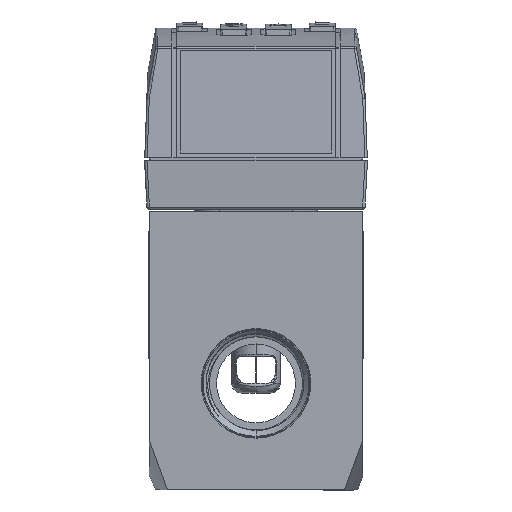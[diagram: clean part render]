
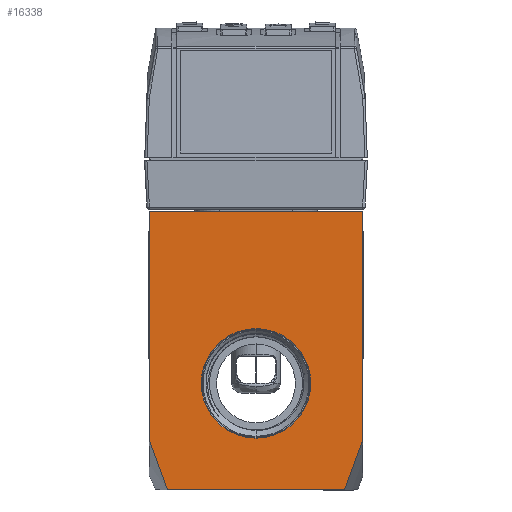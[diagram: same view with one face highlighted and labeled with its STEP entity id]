
A CAD part, front view. The second image highlights one B-rep face of the part: STEP entity #16338.
In plain terms, the highlighted planar face has unit normal (0, -1, 0).
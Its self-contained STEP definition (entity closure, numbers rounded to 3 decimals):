
#319 = CARTESIAN_POINT ( 'NONE',  ( 19.298, -53.5, -18.411 ) ) ;
#448 = EDGE_CURVE ( 'NONE', #13246, #22520, #10291, .T. ) ;
#625 = VERTEX_POINT ( 'NONE', #20528 ) ;
#817 = EDGE_LOOP ( 'NONE', ( #20309, #16606, #13245, #7593, #7542, #21768 ) ) ;
#1524 = FACE_OUTER_BOUND ( 'NONE', #817, .T. ) ;
#2265 = CARTESIAN_POINT ( 'NONE',  ( 21.75, -53.5, 35. ) ) ;
#2754 = DIRECTION ( 'NONE',  ( 0., 0., -1. ) ) ;
#2906 = CARTESIAN_POINT ( 'NONE',  ( -21.75, -53.5, 35. ) ) ;
#4361 = VECTOR ( 'NONE', #19292, 1000. ) ;
#4417 = CARTESIAN_POINT ( 'NONE',  ( 21.75, -53.5, -11.732 ) ) ;
#5375 = DIRECTION ( 'NONE',  ( 0., -1., 0. ) ) ;
#5574 = CARTESIAN_POINT ( 'NONE',  ( -21.75, -53.5, -11.732 ) ) ;
#6233 = ORIENTED_EDGE ( 'NONE', *, *, #20683, .T. ) ;
#6332 = AXIS2_PLACEMENT_3D ( 'NONE', #14822, #5375, #18443 ) ;
#7117 = VECTOR ( 'NONE', #12191, 1000. ) ;
#7236 = PLANE ( 'NONE',  #6332 ) ;
#7542 = ORIENTED_EDGE ( 'NONE', *, *, #12296, .T. ) ;
#7593 = ORIENTED_EDGE ( 'NONE', *, *, #20222, .T. ) ;
#7606 = LINE ( 'NONE', #2265, #4361 ) ;
#7779 = CARTESIAN_POINT ( 'NONE',  ( -21.75, -53.5, -11.732 ) ) ;
#8243 = DIRECTION ( 'NONE',  ( 0., 0., 1. ) ) ;
#8300 = CARTESIAN_POINT ( 'NONE',  ( 21.75, -53.5, 35. ) ) ;
#8397 = AXIS2_PLACEMENT_3D ( 'NONE', #9067, #22359, #20493 ) ;
#8492 = VECTOR ( 'NONE', #2754, 1000. ) ;
#9067 = CARTESIAN_POINT ( 'NONE',  ( 0., -53.5, 0. ) ) ;
#9390 = B_SPLINE_CURVE_WITH_KNOTS ( 'NONE', 3,
 ( #5574, #20741, #13291, #20869 ),
 .UNSPECIFIED., .F., .F.,
 ( 4, 4 ),
 ( 0., 0.011 ),
 .UNSPECIFIED. ) ;
#9977 = LINE ( 'NONE', #23257, #7117 ) ;
#10291 = CIRCLE ( 'NONE', #21000, 11.173 ) ;
#11035 = DIRECTION ( 'NONE',  ( 0., 0., -1. ) ) ;
#11158 = CARTESIAN_POINT ( 'NONE',  ( 0., -53.5, 0. ) ) ;
#11530 = VERTEX_POINT ( 'NONE', #8300 ) ;
#11738 = EDGE_LOOP ( 'NONE', ( #6233, #15960 ) ) ;
#12055 = VECTOR ( 'NONE', #8243, 1000. ) ;
#12191 = DIRECTION ( 'NONE',  ( 1., 0., 0. ) ) ;
#12296 = EDGE_CURVE ( 'NONE', #625, #11530, #22531, .T. ) ;
#12345 = EDGE_CURVE ( 'NONE', #21406, #24128, #17573, .T. ) ;
#13156 = CIRCLE ( 'NONE', #8397, 11.173 ) ;
#13245 = ORIENTED_EDGE ( 'NONE', *, *, #14594, .T. ) ;
#13246 = VERTEX_POINT ( 'NONE', #15547 ) ;
#13291 = CARTESIAN_POINT ( 'NONE',  ( -19.298, -53.5, -18.411 ) ) ;
#13564 = EDGE_CURVE ( 'NONE', #24128, #19344, #9390, .T. ) ;
#13869 = CARTESIAN_POINT ( 'NONE',  ( 18.071, -53.5, -21.75 ) ) ;
#14188 = CARTESIAN_POINT ( 'NONE',  ( -21.75, -53.5, 0. ) ) ;
#14594 = EDGE_CURVE ( 'NONE', #19344, #20802, #9977, .T. ) ;
#14768 = DIRECTION ( 'NONE',  ( 0., 1., 0. ) ) ;
#14822 = CARTESIAN_POINT ( 'NONE',  ( 0., -53.5, 0. ) ) ;
#14943 = FACE_BOUND ( 'NONE', #11738, .T. ) ;
#15206 = EDGE_CURVE ( 'NONE', #11530, #21406, #7606, .T. ) ;
#15547 = CARTESIAN_POINT ( 'NONE',  ( 0., -53.5, 11.173 ) ) ;
#15960 = ORIENTED_EDGE ( 'NONE', *, *, #448, .T. ) ;
#16338 = ADVANCED_FACE ( 'NONE', ( #14943, #1524 ), #7236, .T. ) ;
#16606 = ORIENTED_EDGE ( 'NONE', *, *, #13564, .T. ) ;
#17573 = LINE ( 'NONE', #14188, #8492 ) ;
#17956 = CARTESIAN_POINT ( 'NONE',  ( -18.071, -53.5, -21.75 ) ) ;
#18443 = DIRECTION ( 'NONE',  ( -1., 0., 0. ) ) ;
#18722 = B_SPLINE_CURVE_WITH_KNOTS ( 'NONE', 3,
 ( #13869, #319, #19585, #4417 ),
 .UNSPECIFIED., .F., .F.,
 ( 4, 4 ),
 ( 0., 0.011 ),
 .UNSPECIFIED. ) ;
#18819 = CARTESIAN_POINT ( 'NONE',  ( 21.75, -53.5, 0. ) ) ;
#19292 = DIRECTION ( 'NONE',  ( -1., 0., 0. ) ) ;
#19344 = VERTEX_POINT ( 'NONE', #17956 ) ;
#19585 = CARTESIAN_POINT ( 'NONE',  ( 20.524, -53.5, -15.072 ) ) ;
#20222 = EDGE_CURVE ( 'NONE', #20802, #625, #18722, .T. ) ;
#20309 = ORIENTED_EDGE ( 'NONE', *, *, #12345, .T. ) ;
#20493 = DIRECTION ( 'NONE',  ( 0., 0., -1. ) ) ;
#20528 = CARTESIAN_POINT ( 'NONE',  ( 21.75, -53.5, -11.732 ) ) ;
#20597 = CARTESIAN_POINT ( 'NONE',  ( 0., -53.5, -11.173 ) ) ;
#20683 = EDGE_CURVE ( 'NONE', #22520, #13246, #13156, .T. ) ;
#20741 = CARTESIAN_POINT ( 'NONE',  ( -20.524, -53.5, -15.072 ) ) ;
#20802 = VERTEX_POINT ( 'NONE', #23093 ) ;
#20869 = CARTESIAN_POINT ( 'NONE',  ( -18.071, -53.5, -21.75 ) ) ;
#21000 = AXIS2_PLACEMENT_3D ( 'NONE', #11158, #14768, #11035 ) ;
#21406 = VERTEX_POINT ( 'NONE', #2906 ) ;
#21768 = ORIENTED_EDGE ( 'NONE', *, *, #15206, .T. ) ;
#22359 = DIRECTION ( 'NONE',  ( 0., 1., 0. ) ) ;
#22520 = VERTEX_POINT ( 'NONE', #20597 ) ;
#22531 = LINE ( 'NONE', #18819, #12055 ) ;
#23093 = CARTESIAN_POINT ( 'NONE',  ( 18.071, -53.5, -21.75 ) ) ;
#23257 = CARTESIAN_POINT ( 'NONE',  ( 0., -53.5, -21.75 ) ) ;
#24128 = VERTEX_POINT ( 'NONE', #7779 ) ;
